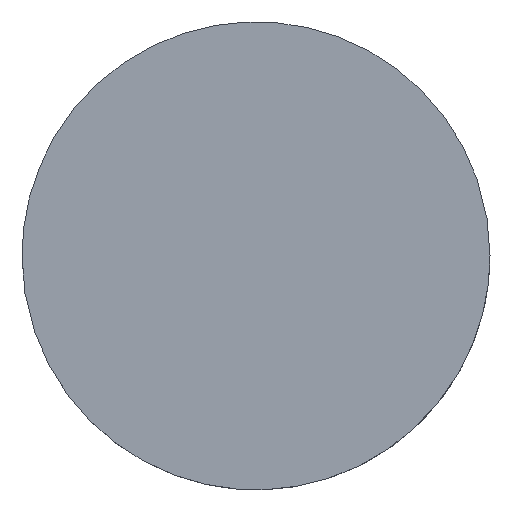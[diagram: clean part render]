
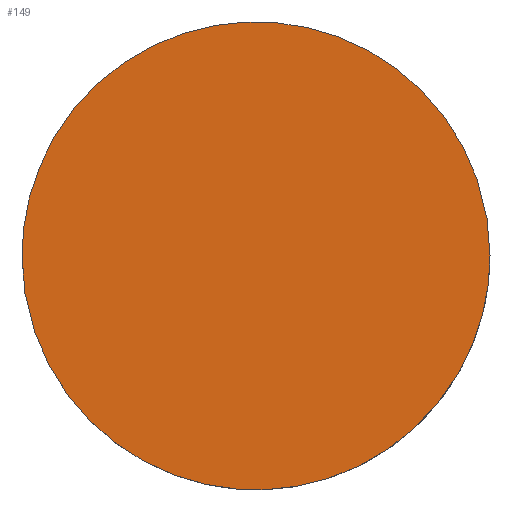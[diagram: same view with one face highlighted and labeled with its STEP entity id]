
A CAD part, top view. The second image highlights one B-rep face of the part: STEP entity #149.
In plain terms, the highlighted planar face has unit normal (0, 0, 1).
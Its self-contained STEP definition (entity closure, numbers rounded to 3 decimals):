
#2 = ORIENTED_EDGE ( 'NONE', *, *, #15, .T. ) ;
#3 = CARTESIAN_POINT ( 'NONE',  ( 12.7, -12.7, 3. ) ) ;
#8 = CARTESIAN_POINT ( 'NONE',  ( -12.7, 0., 3. ) ) ;
#15 = EDGE_CURVE ( 'NONE', #177, #43, #159, .T. ) ;
#21 = FACE_OUTER_BOUND ( 'NONE', #33, .T. ) ;
#33 = EDGE_LOOP ( 'NONE', ( #2, #56 ) ) ;
#34 = CARTESIAN_POINT ( 'NONE',  ( -12.7, 0., 3. ) ) ;
#40 = AXIS2_PLACEMENT_3D ( 'NONE', #47, #108, #74 ) ;
#43 = VERTEX_POINT ( 'NONE', #34 ) ;
#47 = CARTESIAN_POINT ( 'NONE',  ( 0., 26.112, 3. ) ) ;
#56 = ORIENTED_EDGE ( 'NONE', *, *, #120, .T. ) ;
#74 = DIRECTION ( 'NONE',  ( 1., 0., 0. ) ) ;
#87 =( BOUNDED_CURVE ( )  B_SPLINE_CURVE ( 2, ( #129, #92, #142, #3, #113 ),
 .UNSPECIFIED., .F., .F. ) 
 B_SPLINE_CURVE_WITH_KNOTS ( ( 3, 2, 3 ),
 ( 3.142, 4.712, 6.283 ),
 .UNSPECIFIED. ) 
 CURVE ( )  GEOMETRIC_REPRESENTATION_ITEM ( )  RATIONAL_B_SPLINE_CURVE ( ( 1., 0.707, 1., 0.707, 1. ) ) 
 REPRESENTATION_ITEM ( '' )  );
#91 = CARTESIAN_POINT ( 'NONE',  ( 12.7, 12.7, 3. ) ) ;
#92 = CARTESIAN_POINT ( 'NONE',  ( -12.7, -12.7, 3. ) ) ;
#108 = DIRECTION ( 'NONE',  ( 0., 0., 1. ) ) ;
#113 = CARTESIAN_POINT ( 'NONE',  ( 12.7, 0., 3. ) ) ;
#118 = CARTESIAN_POINT ( 'NONE',  ( 12.7, 0., 3. ) ) ;
#120 = EDGE_CURVE ( 'NONE', #43, #177, #87, .T. ) ;
#129 = CARTESIAN_POINT ( 'NONE',  ( -12.7, 0., 3. ) ) ;
#141 = CARTESIAN_POINT ( 'NONE',  ( -12.7, 12.7, 3. ) ) ;
#142 = CARTESIAN_POINT ( 'NONE',  ( 0., -12.7, 3. ) ) ;
#149 = ADVANCED_FACE ( 'NONE', ( #21 ), #150, .T. ) ;
#150 = PLANE ( 'NONE',  #40 ) ;
#154 = CARTESIAN_POINT ( 'NONE',  ( 0., 12.7, 3. ) ) ;
#157 = CARTESIAN_POINT ( 'NONE',  ( 12.7, 0., 3. ) ) ;
#159 =( BOUNDED_CURVE ( )  B_SPLINE_CURVE ( 2, ( #118, #91, #154, #141, #8 ),
 .UNSPECIFIED., .F., .T. ) 
 B_SPLINE_CURVE_WITH_KNOTS ( ( 3, 2, 3 ),
 ( 0., 1.571, 3.142 ),
 .UNSPECIFIED. ) 
 CURVE ( )  GEOMETRIC_REPRESENTATION_ITEM ( )  RATIONAL_B_SPLINE_CURVE ( ( 1., 0.707, 1., 0.707, 1. ) ) 
 REPRESENTATION_ITEM ( '' )  );
#177 = VERTEX_POINT ( 'NONE', #157 ) ;
